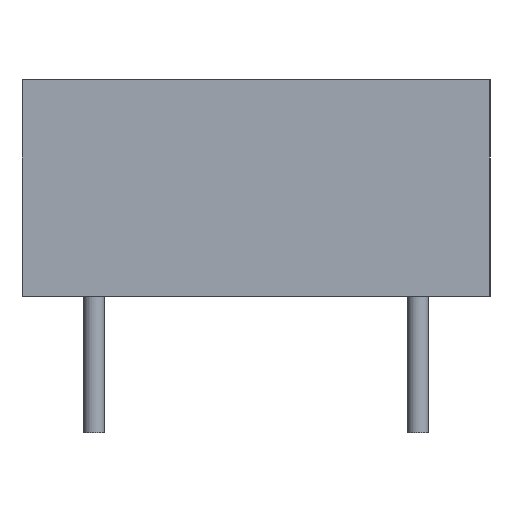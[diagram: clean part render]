
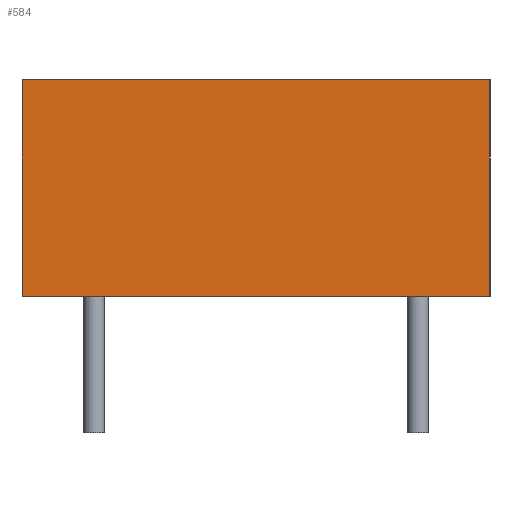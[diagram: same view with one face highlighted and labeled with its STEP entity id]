
A CAD part, left-side view. The second image highlights one B-rep face of the part: STEP entity #584.
In plain terms, the highlighted planar face has unit normal (-1, 0, 0).
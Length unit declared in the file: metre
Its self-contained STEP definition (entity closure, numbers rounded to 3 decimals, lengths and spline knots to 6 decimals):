
#584 = ADVANCED_FACE( '', ( #1297 ), #1298, .T. );
#1297 = FACE_OUTER_BOUND( '', #2248, .T. );
#1298 = PLANE( '', #2249 );
#2248 = EDGE_LOOP( '', ( #3729, #3730, #3731, #3732 ) );
#2249 = AXIS2_PLACEMENT_3D( '', #3733, #3734, #3735 );
#3729 = ORIENTED_EDGE( '', *, *, #5167, .F. );
#3730 = ORIENTED_EDGE( '', *, *, #5557, .F. );
#3731 = ORIENTED_EDGE( '', *, *, #5105, .T. );
#3732 = ORIENTED_EDGE( '', *, *, #5558, .T. );
#3733 = CARTESIAN_POINT( '', ( -0.014, -0.000509, 0.0051 ) );
#3734 = DIRECTION( '', ( -1., 0., 0. ) );
#3735 = DIRECTION( '', ( 0., -1., 0. ) );
#5105 = EDGE_CURVE( '', #5951, #5949, #5952, .T. );
#5167 = EDGE_CURVE( '', #6058, #6060, #6061, .T. );
#5557 = EDGE_CURVE( '', #5951, #6058, #6693, .T. );
#5558 = EDGE_CURVE( '', #5949, #6060, #6694, .T. );
#5949 = VERTEX_POINT( '', #7197 );
#5951 = VERTEX_POINT( '', #7200 );
#5952 = LINE( '', #7201, #7202 );
#6058 = VERTEX_POINT( '', #7363 );
#6060 = VERTEX_POINT( '', #7366 );
#6061 = LINE( '', #7367, #7368 );
#6693 = LINE( '', #8461, #8462 );
#6694 = LINE( '', #8463, #8464 );
#7197 = CARTESIAN_POINT( '', ( -0.014, 0.0055, 0.0051 ) );
#7200 = CARTESIAN_POINT( '', ( -0.014, -0.0055, 0.0051 ) );
#7201 = CARTESIAN_POINT( '', ( -0.014, -0.000509, 0.0051 ) );
#7202 = VECTOR( '', #9198, 1. );
#7363 = CARTESIAN_POINT( '', ( -0.014, -0.0055, 0. ) );
#7366 = CARTESIAN_POINT( '', ( -0.014, 0.0055, 0. ) );
#7367 = CARTESIAN_POINT( '', ( -0.014, -0.000509, 0. ) );
#7368 = VECTOR( '', #9242, 1. );
#8461 = CARTESIAN_POINT( '', ( -0.014, -0.0055, 0.0051 ) );
#8462 = VECTOR( '', #9412, 1. );
#8463 = CARTESIAN_POINT( '', ( -0.014, 0.0055, 0.0051 ) );
#8464 = VECTOR( '', #9413, 1. );
#9198 = DIRECTION( '', ( 0., 1., 0. ) );
#9242 = DIRECTION( '', ( 0., 1., 0. ) );
#9412 = DIRECTION( '', ( 0., 0., -1. ) );
#9413 = DIRECTION( '', ( 0., 0., -1. ) );
